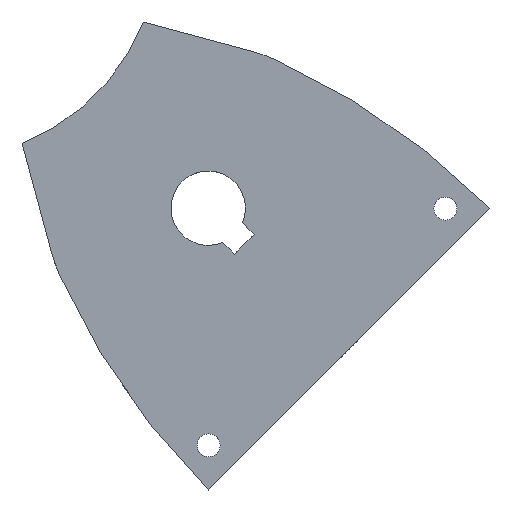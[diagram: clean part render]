
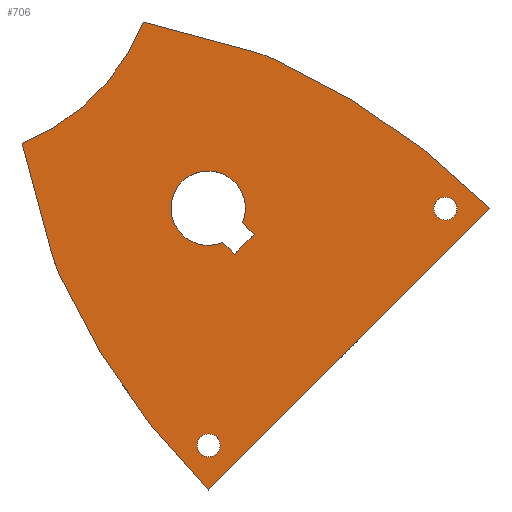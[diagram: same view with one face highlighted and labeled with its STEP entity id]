
A CAD part, top view. The second image highlights one B-rep face of the part: STEP entity #706.
In plain terms, the highlighted planar face has unit normal (0, 0, 1).
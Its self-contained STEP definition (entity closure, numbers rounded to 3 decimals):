
#37=FACE_BOUND('',#144,.T.);
#38=FACE_BOUND('',#145,.T.);
#39=FACE_BOUND('',#146,.T.);
#66=CIRCLE('',#780,1.23);
#68=CIRCLE('',#783,1.23);
#69=CIRCLE('',#792,78.014);
#70=CIRCLE('',#793,17.5);
#71=CIRCLE('',#794,22.997);
#72=CIRCLE('',#795,17.5);
#73=CIRCLE('',#796,78.014);
#74=CIRCLE('',#797,4.);
#102=FACE_OUTER_BOUND('',#143,.T.);
#143=EDGE_LOOP('',(#607,#608,#609,#610,#611,#612,#613,#614));
#144=EDGE_LOOP('',(#615,#616,#617,#618));
#145=EDGE_LOOP('',(#619));
#146=EDGE_LOOP('',(#620));
#159=LINE('',#1026,#226);
#162=LINE('',#1034,#229);
#166=LINE('',#1041,#233);
#213=LINE('',#1191,#280);
#214=LINE('',#1197,#281);
#215=LINE('',#1201,#282);
#226=VECTOR('',#813,10.);
#229=VECTOR('',#820,10.);
#233=VECTOR('',#826,10.);
#280=VECTOR('',#977,10.);
#281=VECTOR('',#982,10.);
#282=VECTOR('',#985,10.);
#293=VERTEX_POINT('',#1023);
#294=VERTEX_POINT('',#1025);
#297=VERTEX_POINT('',#1033);
#299=VERTEX_POINT('',#1039);
#346=VERTEX_POINT('',#1167);
#348=VERTEX_POINT('',#1173);
#349=VERTEX_POINT('',#1189);
#350=VERTEX_POINT('',#1190);
#351=VERTEX_POINT('',#1192);
#352=VERTEX_POINT('',#1194);
#353=VERTEX_POINT('',#1196);
#354=VERTEX_POINT('',#1198);
#355=VERTEX_POINT('',#1200);
#356=VERTEX_POINT('',#1202);
#359=EDGE_CURVE('',#294,#293,#159,.T.);
#363=EDGE_CURVE('',#297,#294,#162,.T.);
#367=EDGE_CURVE('',#293,#299,#166,.T.);
#432=EDGE_CURVE('',#346,#346,#66,.T.);
#435=EDGE_CURVE('',#348,#348,#68,.T.);
#441=EDGE_CURVE('',#349,#350,#213,.T.);
#442=EDGE_CURVE('',#350,#351,#69,.T.);
#443=EDGE_CURVE('',#351,#352,#70,.T.);
#444=EDGE_CURVE('',#352,#353,#214,.T.);
#445=EDGE_CURVE('',#353,#354,#71,.T.);
#446=EDGE_CURVE('',#354,#355,#215,.T.);
#447=EDGE_CURVE('',#355,#356,#72,.T.);
#448=EDGE_CURVE('',#356,#349,#73,.T.);
#449=EDGE_CURVE('',#299,#297,#74,.T.);
#607=ORIENTED_EDGE('',*,*,#441,.T.);
#608=ORIENTED_EDGE('',*,*,#442,.T.);
#609=ORIENTED_EDGE('',*,*,#443,.T.);
#610=ORIENTED_EDGE('',*,*,#444,.T.);
#611=ORIENTED_EDGE('',*,*,#445,.T.);
#612=ORIENTED_EDGE('',*,*,#446,.T.);
#613=ORIENTED_EDGE('',*,*,#447,.T.);
#614=ORIENTED_EDGE('',*,*,#448,.T.);
#615=ORIENTED_EDGE('',*,*,#367,.T.);
#616=ORIENTED_EDGE('',*,*,#449,.T.);
#617=ORIENTED_EDGE('',*,*,#363,.T.);
#618=ORIENTED_EDGE('',*,*,#359,.T.);
#619=ORIENTED_EDGE('',*,*,#432,.T.);
#620=ORIENTED_EDGE('',*,*,#435,.T.);
#675=PLANE('',#791);
#706=ADVANCED_FACE('',(#102,#37,#38,#39),#675,.T.);
#780=AXIS2_PLACEMENT_3D('',#1169,#947,#948);
#783=AXIS2_PLACEMENT_3D('',#1175,#954,#955);
#791=AXIS2_PLACEMENT_3D('',#1188,#975,#976);
#792=AXIS2_PLACEMENT_3D('',#1193,#978,#979);
#793=AXIS2_PLACEMENT_3D('',#1195,#980,#981);
#794=AXIS2_PLACEMENT_3D('',#1199,#983,#984);
#795=AXIS2_PLACEMENT_3D('',#1203,#986,#987);
#796=AXIS2_PLACEMENT_3D('',#1204,#988,#989);
#797=AXIS2_PLACEMENT_3D('',#1205,#990,#991);
#813=DIRECTION('',(-0.707,-0.707,0.));
#820=DIRECTION('',(0.707,-0.707,0.));
#826=DIRECTION('',(-0.707,0.707,0.));
#947=DIRECTION('center_axis',(0.,0.,-1.));
#948=DIRECTION('ref_axis',(0.,1.,0.));
#954=DIRECTION('center_axis',(0.,0.,-1.));
#955=DIRECTION('ref_axis',(0.,1.,0.));
#975=DIRECTION('center_axis',(0.,0.,1.));
#976=DIRECTION('ref_axis',(1.,0.,0.));
#977=DIRECTION('',(0.707,0.707,0.));
#978=DIRECTION('center_axis',(0.,0.,1.));
#979=DIRECTION('ref_axis',(-0.411,-0.912,0.));
#980=DIRECTION('center_axis',(0.,0.,1.));
#981=DIRECTION('ref_axis',(1.,0.,0.));
#982=DIRECTION('',(-0.966,0.26,0.));
#983=DIRECTION('center_axis',(0.,0.,-1.));
#984=DIRECTION('ref_axis',(0.931,-0.365,0.));
#985=DIRECTION('',(0.26,-0.966,0.));
#986=DIRECTION('center_axis',(0.,0.,1.));
#987=DIRECTION('ref_axis',(1.,0.,0.));
#988=DIRECTION('center_axis',(0.,0.,1.));
#989=DIRECTION('ref_axis',(0.707,0.707,0.));
#990=DIRECTION('center_axis',(0.,0.,-1.));
#991=DIRECTION('ref_axis',(1.,0.,0.));
#1023=CARTESIAN_POINT('',(-34.672,32.55,8.));
#1025=CARTESIAN_POINT('',(-32.55,34.672,8.));
#1026=CARTESIAN_POINT('',(-34.141,33.081,8.));
#1033=CARTESIAN_POINT('',(-33.817,35.939,8.));
#1034=CARTESIAN_POINT('',(-15.745,17.866,8.));
#1039=CARTESIAN_POINT('',(-35.939,33.817,8.));
#1041=CARTESIAN_POINT('',(-18.927,16.805,8.));
#1167=CARTESIAN_POINT('',(-37.447,10.774,8.));
#1169=CARTESIAN_POINT('Origin',(-37.447,12.003,8.));
#1173=CARTESIAN_POINT('',(-12.003,36.217,8.));
#1175=CARTESIAN_POINT('Origin',(-12.003,37.447,8.));
#1188=CARTESIAN_POINT('Origin',(0.,0.,8.));
#1189=CARTESIAN_POINT('',(-37.5,7.212,8.));
#1190=CARTESIAN_POINT('',(-7.212,37.5,8.));
#1191=CARTESIAN_POINT('',(-14.784,29.928,8.));
#1192=CARTESIAN_POINT('',(-30.306,53.453,8.));
#1193=CARTESIAN_POINT('Origin',(-62.377,-17.664,8.));
#1194=CARTESIAN_POINT('',(-32.947,54.397,8.));
#1195=CARTESIAN_POINT('Origin',(-37.5,37.5,8.));
#1196=CARTESIAN_POINT('',(-44.491,57.508,8.));
#1197=CARTESIAN_POINT('',(-16.528,49.974,8.));
#1198=CARTESIAN_POINT('',(-57.508,44.491,8.));
#1199=CARTESIAN_POINT('Origin',(-65.901,65.901,8.));
#1200=CARTESIAN_POINT('',(-54.397,32.947,8.));
#1201=CARTESIAN_POINT('',(-48.418,10.756,8.));
#1202=CARTESIAN_POINT('',(-53.453,30.306,8.));
#1203=CARTESIAN_POINT('Origin',(-37.5,37.5,8.));
#1204=CARTESIAN_POINT('Origin',(17.664,62.377,8.));
#1205=CARTESIAN_POINT('Origin',(-37.5,37.5,8.));
